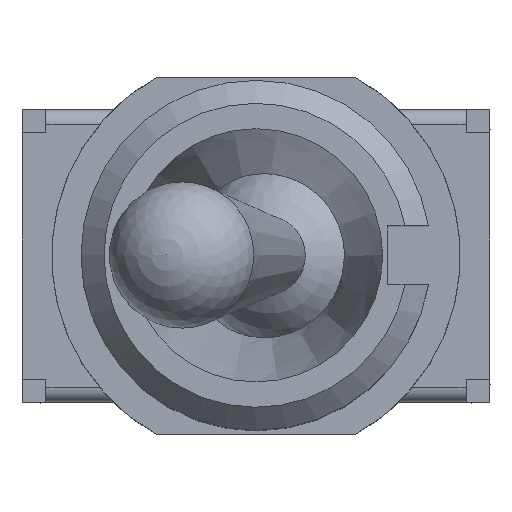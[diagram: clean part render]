
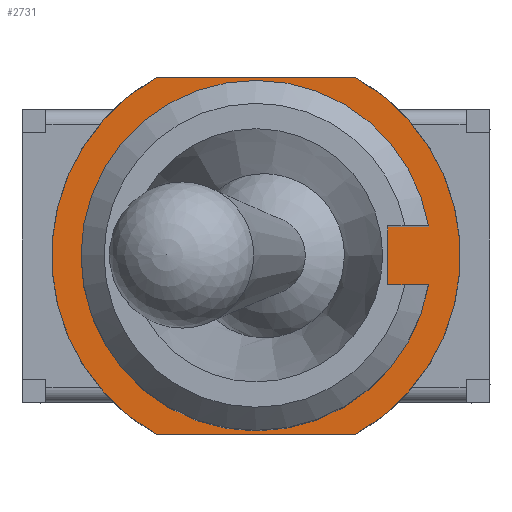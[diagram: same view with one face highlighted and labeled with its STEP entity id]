
A CAD part, top view. The second image highlights one B-rep face of the part: STEP entity #2731.
In plain terms, the highlighted planar face has unit normal (0, 0, 1).
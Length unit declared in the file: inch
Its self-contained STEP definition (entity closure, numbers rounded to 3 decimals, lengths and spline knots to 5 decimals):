
#34=FACE_BOUND('',#397,.T.);
#67=CIRCLE('',#2922,0.11969);
#68=CIRCLE('',#2924,0.13976);
#70=CIRCLE('',#2928,0.13976);
#241=FACE_OUTER_BOUND('',#396,.T.);
#396=EDGE_LOOP('',(#2087,#2088,#2089,#2090));
#397=EDGE_LOOP('',(#2091,#2092,#2093,#2094));
#565=LINE('',#4760,#862);
#568=LINE('',#4766,#865);
#570=LINE('',#4769,#867);
#573=LINE('',#4781,#870);
#576=LINE('',#4789,#873);
#862=VECTOR('',#3286,0.3937);
#865=VECTOR('',#3291,0.3937);
#867=VECTOR('',#3295,0.3937);
#870=VECTOR('',#3310,0.3937);
#873=VECTOR('',#3321,0.3937);
#1191=VERTEX_POINT('',#4757);
#1192=VERTEX_POINT('',#4759);
#1193=VERTEX_POINT('',#4763);
#1194=VERTEX_POINT('',#4765);
#1195=VERTEX_POINT('',#4773);
#1196=VERTEX_POINT('',#4774);
#1197=VERTEX_POINT('',#4780);
#1198=VERTEX_POINT('',#4784);
#1504=EDGE_CURVE('',#1192,#1191,#565,.T.);
#1507=EDGE_CURVE('',#1194,#1193,#568,.T.);
#1509=EDGE_CURVE('',#1193,#1192,#570,.T.);
#1510=EDGE_CURVE('',#1191,#1194,#67,.T.);
#1511=EDGE_CURVE('',#1195,#1196,#68,.T.);
#1515=EDGE_CURVE('',#1196,#1197,#573,.T.);
#1517=EDGE_CURVE('',#1197,#1198,#70,.T.);
#1520=EDGE_CURVE('',#1198,#1195,#576,.T.);
#2087=ORIENTED_EDGE('',*,*,#1511,.F.);
#2088=ORIENTED_EDGE('',*,*,#1520,.F.);
#2089=ORIENTED_EDGE('',*,*,#1517,.F.);
#2090=ORIENTED_EDGE('',*,*,#1515,.F.);
#2091=ORIENTED_EDGE('',*,*,#1507,.T.);
#2092=ORIENTED_EDGE('',*,*,#1509,.T.);
#2093=ORIENTED_EDGE('',*,*,#1504,.T.);
#2094=ORIENTED_EDGE('',*,*,#1510,.T.);
#2595=PLANE('',#2931);
#2731=ADVANCED_FACE('',(#241,#34),#2595,.T.);
#2922=AXIS2_PLACEMENT_3D('',#4771,#3298,#3299);
#2924=AXIS2_PLACEMENT_3D('',#4775,#3302,#3303);
#2928=AXIS2_PLACEMENT_3D('',#4785,#3314,#3315);
#2931=AXIS2_PLACEMENT_3D('',#4790,#3322,#3323);
#3286=DIRECTION('',(1.,0.,0.));
#3291=DIRECTION('',(-1.,0.,0.));
#3295=DIRECTION('',(0.,-1.,0.));
#3298=DIRECTION('center_axis',(0.,0.,
-1.));
#3299=DIRECTION('ref_axis',(-0.986,-0.168,0.));
#3302=DIRECTION('center_axis',(0.,0.,
-1.));
#3303=DIRECTION('ref_axis',(-0.487,0.873,0.));
#3310=DIRECTION('',(-1.,0.,0.));
#3314=DIRECTION('center_axis',(0.,0.,
-1.));
#3315=DIRECTION('ref_axis',(0.487,-0.873,0.));
#3321=DIRECTION('',(1.,0.,0.));
#3322=DIRECTION('center_axis',(0.,0.,
1.));
#3323=DIRECTION('ref_axis',(1.,0.,0.));
#4757=CARTESIAN_POINT('',(0.11799,-0.02008,0.30866));
#4759=CARTESIAN_POINT('',(0.09004,-0.02008,0.30866));
#4760=CARTESIAN_POINT('',(0.04502,-0.02008,0.30866));
#4763=CARTESIAN_POINT('',(0.09004,0.02008,0.30866));
#4765=CARTESIAN_POINT('',(0.11799,0.02008,0.30866));
#4766=CARTESIAN_POINT('',(0.05899,0.02008,0.30866));
#4769=CARTESIAN_POINT('',(0.09004,0.01004,0.30866));
#4771=CARTESIAN_POINT('Origin',(0.,0.,
0.30866));
#4773=CARTESIAN_POINT('',(0.06811,0.12205,0.30866));
#4774=CARTESIAN_POINT('',(0.06811,-0.12205,0.30866));
#4775=CARTESIAN_POINT('Origin',(0.,0.,
0.30866));
#4780=CARTESIAN_POINT('',(-0.06811,-0.12205,0.30866));
#4781=CARTESIAN_POINT('',(0.06811,-0.12205,0.30866));
#4784=CARTESIAN_POINT('',(-0.06811,0.12205,0.30866));
#4785=CARTESIAN_POINT('Origin',(0.,0.,
0.30866));
#4789=CARTESIAN_POINT('',(-0.06811,0.12205,0.30866));
#4790=CARTESIAN_POINT('Origin',(0.,0.,
0.30866));
